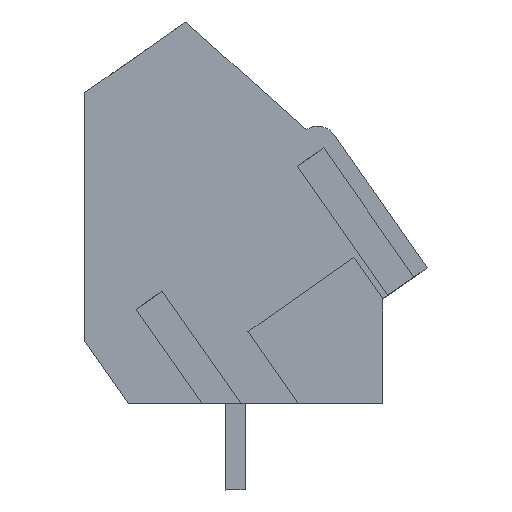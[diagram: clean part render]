
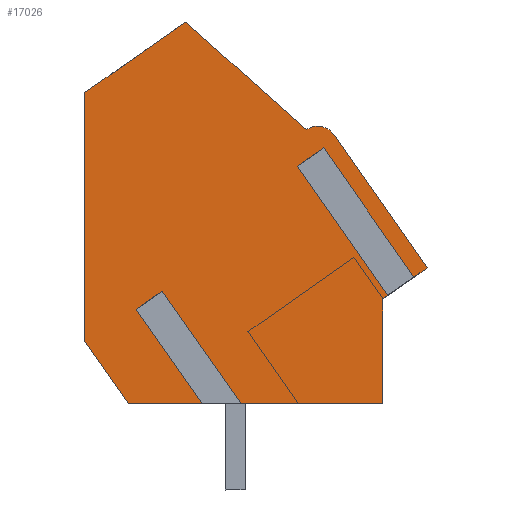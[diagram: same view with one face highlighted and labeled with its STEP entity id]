
A CAD part, left-side view. The second image highlights one B-rep face of the part: STEP entity #17026.
In plain terms, the highlighted planar face has unit normal (-1, 0, 0).
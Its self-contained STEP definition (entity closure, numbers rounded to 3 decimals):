
#16787=AXIS2_PLACEMENT_3D('Circle Axis2P3D',#16785,#16786,$) ;
#16962=AXIS2_PLACEMENT_3D('Plane Axis2P3D',#16959,#16960,#16961) ;
#15909=CARTESIAN_POINT('Vertex',(0.55,0.,9.018)) ;
#15912=CARTESIAN_POINT('Line Origine',(0.55,0.397,8.74)) ;
#15916=CARTESIAN_POINT('Vertex',(0.55,0.794,8.462)) ;
#15937=CARTESIAN_POINT('Vertex',(0.55,1.336,8.083)) ;
#15940=CARTESIAN_POINT('Line Origine',(0.55,1.568,7.92)) ;
#15944=CARTESIAN_POINT('Vertex',(0.55,1.8,7.758)) ;
#16390=CARTESIAN_POINT('Vertex',(0.55,1.8,3.5)) ;
#16393=CARTESIAN_POINT('Line Origine',(0.55,4.87,3.5)) ;
#16397=CARTESIAN_POINT('Vertex',(0.55,7.94,3.5)) ;
#16418=CARTESIAN_POINT('Vertex',(0.55,8.747,3.5)) ;
#16421=CARTESIAN_POINT('Line Origine',(0.55,10.438,3.5)) ;
#16425=CARTESIAN_POINT('Vertex',(0.55,12.128,3.5)) ;
#16581=CARTESIAN_POINT('Line Origine',(0.55,13.014,4.765)) ;
#16585=CARTESIAN_POINT('Vertex',(0.55,13.9,6.03)) ;
#16606=CARTESIAN_POINT('Line Origine',(0.55,13.9,11.081)) ;
#16610=CARTESIAN_POINT('Vertex',(0.55,13.9,16.132)) ;
#16699=CARTESIAN_POINT('Line Origine',(0.55,11.852,17.566)) ;
#16703=CARTESIAN_POINT('Vertex',(0.55,9.804,19.)) ;
#16760=CARTESIAN_POINT('Line Origine',(0.55,7.352,16.811)) ;
#16764=CARTESIAN_POINT('Vertex',(0.55,4.9,14.621)) ;
#16785=CARTESIAN_POINT('Axis2P3D Location',(0.55,4.441,13.966)) ;
#16789=CARTESIAN_POINT('Vertex',(0.55,3.786,14.425)) ;
#16810=CARTESIAN_POINT('Line Origine',(0.55,1.893,11.722)) ;
#16959=CARTESIAN_POINT('Axis2P3D Location',(0.55,13.9,0.)) ;
#16964=CARTESIAN_POINT('Line Origine',(0.55,1.8,5.629)) ;
#16969=CARTESIAN_POINT('Line Origine',(0.55,3.171,10.704)) ;
#16973=CARTESIAN_POINT('Vertex',(0.55,5.007,13.326)) ;
#16976=CARTESIAN_POINT('Line Origine',(0.55,4.736,13.515)) ;
#16980=CARTESIAN_POINT('Vertex',(0.55,4.465,13.705)) ;
#16983=CARTESIAN_POINT('Line Origine',(0.55,2.629,11.084)) ;
#16988=CARTESIAN_POINT('Line Origine',(0.55,10.154,5.508)) ;
#16992=CARTESIAN_POINT('Vertex',(0.55,11.56,7.516)) ;
#16995=CARTESIAN_POINT('Line Origine',(0.55,11.289,7.706)) ;
#16999=CARTESIAN_POINT('Vertex',(0.55,11.018,7.896)) ;
#17002=CARTESIAN_POINT('Line Origine',(0.55,9.479,5.698)) ;
#15913=DIRECTION('Vector Direction',(0.,0.819,-0.574)) ;
#15941=DIRECTION('Vector Direction',(0.,0.819,-0.574)) ;
#16394=DIRECTION('Vector Direction',(0.,1.,0.)) ;
#16422=DIRECTION('Vector Direction',(0.,1.,0.)) ;
#16582=DIRECTION('Vector Direction',(0.,0.574,0.819)) ;
#16607=DIRECTION('Vector Direction',(0.,0.,1.)) ;
#16700=DIRECTION('Vector Direction',(0.,-0.819,0.574)) ;
#16761=DIRECTION('Vector Direction',(0.,-0.746,-0.666)) ;
#16786=DIRECTION('Axis2P3D Direction',(-1.,0.,0.)) ;
#16811=DIRECTION('Vector Direction',(0.,-0.574,-0.819)) ;
#16960=DIRECTION('Axis2P3D Direction',(-1.,0.,0.)) ;
#16961=DIRECTION('Axis2P3D XDirection',(0.,-1.,0.)) ;
#16965=DIRECTION('Vector Direction',(0.,0.,-1.)) ;
#16970=DIRECTION('Vector Direction',(0.,-0.574,-0.819)) ;
#16977=DIRECTION('Vector Direction',(0.,0.819,-0.574)) ;
#16984=DIRECTION('Vector Direction',(0.,-0.574,-0.819)) ;
#16989=DIRECTION('Vector Direction',(0.,-0.574,-0.819)) ;
#16996=DIRECTION('Vector Direction',(0.,-0.819,0.574)) ;
#17003=DIRECTION('Vector Direction',(0.,-0.574,-0.819)) ;
#15914=VECTOR('Line Direction',#15913,1.) ;
#15942=VECTOR('Line Direction',#15941,1.) ;
#16395=VECTOR('Line Direction',#16394,1.) ;
#16423=VECTOR('Line Direction',#16422,1.) ;
#16583=VECTOR('Line Direction',#16582,1.) ;
#16608=VECTOR('Line Direction',#16607,1.) ;
#16701=VECTOR('Line Direction',#16700,1.) ;
#16762=VECTOR('Line Direction',#16761,1.) ;
#16812=VECTOR('Line Direction',#16811,1.) ;
#16966=VECTOR('Line Direction',#16965,1.) ;
#16971=VECTOR('Line Direction',#16970,1.) ;
#16978=VECTOR('Line Direction',#16977,1.) ;
#16985=VECTOR('Line Direction',#16984,1.) ;
#16990=VECTOR('Line Direction',#16989,1.) ;
#16997=VECTOR('Line Direction',#16996,1.) ;
#17004=VECTOR('Line Direction',#17003,1.) ;
#17008=ORIENTED_EDGE('',*,*,#16399,.T.) ;
#17009=ORIENTED_EDGE('',*,*,#16968,.T.) ;
#17010=ORIENTED_EDGE('',*,*,#15946,.T.) ;
#17011=ORIENTED_EDGE('',*,*,#16975,.F.) ;
#17012=ORIENTED_EDGE('',*,*,#16982,.F.) ;
#17013=ORIENTED_EDGE('',*,*,#16987,.T.) ;
#17014=ORIENTED_EDGE('',*,*,#15918,.T.) ;
#17015=ORIENTED_EDGE('',*,*,#16814,.T.) ;
#17016=ORIENTED_EDGE('',*,*,#16791,.T.) ;
#17017=ORIENTED_EDGE('',*,*,#16766,.T.) ;
#17018=ORIENTED_EDGE('',*,*,#16705,.T.) ;
#17019=ORIENTED_EDGE('',*,*,#16612,.T.) ;
#17020=ORIENTED_EDGE('',*,*,#16587,.T.) ;
#17021=ORIENTED_EDGE('',*,*,#16427,.T.) ;
#17022=ORIENTED_EDGE('',*,*,#16994,.F.) ;
#17023=ORIENTED_EDGE('',*,*,#17001,.F.) ;
#17024=ORIENTED_EDGE('',*,*,#17006,.T.) ;
#17026=ADVANCED_FACE('HOUSING',(#17025),#16963,.T.) ;
#16788=CIRCLE('generated circle',#16787,0.8) ;
#15918=EDGE_CURVE('',#15917,#15910,#15915,.F.) ;
#15946=EDGE_CURVE('',#15945,#15938,#15943,.F.) ;
#16399=EDGE_CURVE('',#16398,#16391,#16396,.F.) ;
#16427=EDGE_CURVE('',#16426,#16419,#16424,.F.) ;
#16587=EDGE_CURVE('',#16586,#16426,#16584,.F.) ;
#16612=EDGE_CURVE('',#16611,#16586,#16609,.F.) ;
#16705=EDGE_CURVE('',#16704,#16611,#16702,.F.) ;
#16766=EDGE_CURVE('',#16765,#16704,#16763,.F.) ;
#16791=EDGE_CURVE('',#16790,#16765,#16788,.T.) ;
#16814=EDGE_CURVE('',#15910,#16790,#16813,.F.) ;
#16968=EDGE_CURVE('',#16391,#15945,#16967,.F.) ;
#16975=EDGE_CURVE('',#16974,#15938,#16972,.T.) ;
#16982=EDGE_CURVE('',#16981,#16974,#16979,.T.) ;
#16987=EDGE_CURVE('',#16981,#15917,#16986,.T.) ;
#16994=EDGE_CURVE('',#16993,#16419,#16991,.T.) ;
#17001=EDGE_CURVE('',#17000,#16993,#16998,.F.) ;
#17006=EDGE_CURVE('',#17000,#16398,#17005,.T.) ;
#17007=EDGE_LOOP('',(#17008,#17009,#17010,#17011,#17012,#17013,#17014,#17015,#17016,#17017,#17018,#17019,#17020,#17021,#17022,#17023,#17024)) ;
#17025=FACE_OUTER_BOUND('',#17007,.T.) ;
#15915=LINE('Line',#15912,#15914) ;
#15943=LINE('Line',#15940,#15942) ;
#16396=LINE('Line',#16393,#16395) ;
#16424=LINE('Line',#16421,#16423) ;
#16584=LINE('Line',#16581,#16583) ;
#16609=LINE('Line',#16606,#16608) ;
#16702=LINE('Line',#16699,#16701) ;
#16763=LINE('Line',#16760,#16762) ;
#16813=LINE('Line',#16810,#16812) ;
#16967=LINE('Line',#16964,#16966) ;
#16972=LINE('Line',#16969,#16971) ;
#16979=LINE('Line',#16976,#16978) ;
#16986=LINE('Line',#16983,#16985) ;
#16991=LINE('Line',#16988,#16990) ;
#16998=LINE('Line',#16995,#16997) ;
#17005=LINE('Line',#17002,#17004) ;
#16963=PLANE('',#16962) ;
#15910=VERTEX_POINT('',#15909) ;
#15917=VERTEX_POINT('',#15916) ;
#15938=VERTEX_POINT('',#15937) ;
#15945=VERTEX_POINT('',#15944) ;
#16391=VERTEX_POINT('',#16390) ;
#16398=VERTEX_POINT('',#16397) ;
#16419=VERTEX_POINT('',#16418) ;
#16426=VERTEX_POINT('',#16425) ;
#16586=VERTEX_POINT('',#16585) ;
#16611=VERTEX_POINT('',#16610) ;
#16704=VERTEX_POINT('',#16703) ;
#16765=VERTEX_POINT('',#16764) ;
#16790=VERTEX_POINT('',#16789) ;
#16974=VERTEX_POINT('',#16973) ;
#16981=VERTEX_POINT('',#16980) ;
#16993=VERTEX_POINT('',#16992) ;
#17000=VERTEX_POINT('',#16999) ;
